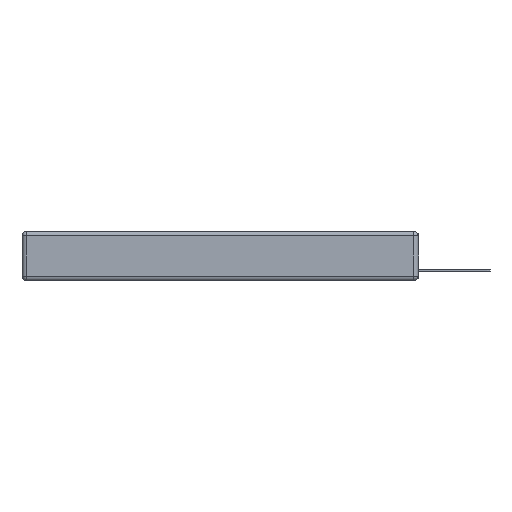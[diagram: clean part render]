
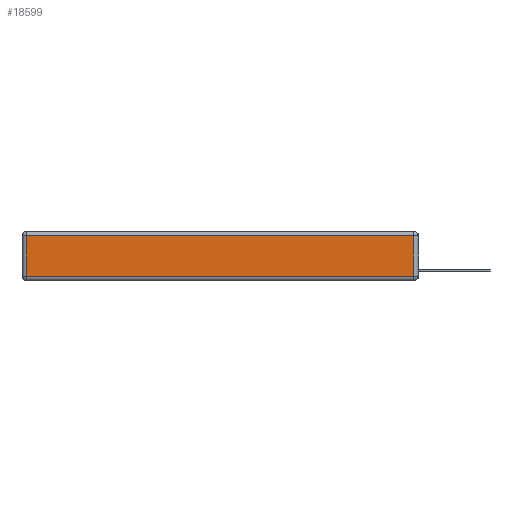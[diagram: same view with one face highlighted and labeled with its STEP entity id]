
A CAD part, left-side view. The second image highlights one B-rep face of the part: STEP entity #18599.
In plain terms, the highlighted planar face has unit normal (-1, 0, 0).
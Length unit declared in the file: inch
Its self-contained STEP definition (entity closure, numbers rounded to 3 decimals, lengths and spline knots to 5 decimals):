
#36 = PLANE ( 'NONE',  #10504 ) ;
#959 = VERTEX_POINT ( 'NONE', #17804 ) ;
#1756 = CARTESIAN_POINT ( 'NONE',  ( 0., 2.75, -0.03 ) ) ;
#2888 = FACE_OUTER_BOUND ( 'NONE', #14350, .T. ) ;
#2891 = CARTESIAN_POINT ( 'NONE',  ( 0., 0.03, -0.03 ) ) ;
#2933 = DIRECTION ( 'NONE',  ( 0., 0., 1. ) ) ;
#3759 = VECTOR ( 'NONE', #10626, 39.37008 ) ;
#4028 = ORIENTED_EDGE ( 'NONE', *, *, #7835, .T. ) ;
#4504 = LINE ( 'NONE', #13118, #10263 ) ;
#5211 = CARTESIAN_POINT ( 'NONE',  ( 0., 2.72, -0.313 ) ) ;
#5507 = VECTOR ( 'NONE', #9142, 39.37008 ) ;
#6462 = VECTOR ( 'NONE', #17775, 39.37008 ) ;
#6652 = VERTEX_POINT ( 'NONE', #2891 ) ;
#7171 = ORIENTED_EDGE ( 'NONE', *, *, #9533, .T. ) ;
#7303 = ORIENTED_EDGE ( 'NONE', *, *, #7716, .T. ) ;
#7391 = DIRECTION ( 'NONE',  ( 0., 0., 1. ) ) ;
#7716 = EDGE_CURVE ( 'NONE', #13309, #959, #17480, .T. ) ;
#7835 = EDGE_CURVE ( 'NONE', #8041, #13309, #13786, .T. ) ;
#8041 = VERTEX_POINT ( 'NONE', #18551 ) ;
#9142 = DIRECTION ( 'NONE',  ( 0., 1., 0. ) ) ;
#9533 = EDGE_CURVE ( 'NONE', #6652, #8041, #17407, .T. ) ;
#10153 = ORIENTED_EDGE ( 'NONE', *, *, #11353, .T. ) ;
#10242 = CARTESIAN_POINT ( 'NONE',  ( 0., 0., -0.343 ) ) ;
#10263 = VECTOR ( 'NONE', #7391, 39.37008 ) ;
#10504 = AXIS2_PLACEMENT_3D ( 'NONE', #10242, #11712, #2933 ) ;
#10626 = DIRECTION ( 'NONE',  ( 0., -1., 0. ) ) ;
#11353 = EDGE_CURVE ( 'NONE', #959, #6652, #4504, .T. ) ;
#11712 = DIRECTION ( 'NONE',  ( -1., 0., 0. ) ) ;
#12009 = CARTESIAN_POINT ( 'NONE',  ( 0., 0., -0.313 ) ) ;
#13118 = CARTESIAN_POINT ( 'NONE',  ( 0., 0.03, -0.343 ) ) ;
#13309 = VERTEX_POINT ( 'NONE', #5211 ) ;
#13786 = LINE ( 'NONE', #17968, #6462 ) ;
#14350 = EDGE_LOOP ( 'NONE', ( #7303, #10153, #7171, #4028 ) ) ;
#17407 = LINE ( 'NONE', #1756, #5507 ) ;
#17480 = LINE ( 'NONE', #12009, #3759 ) ;
#17775 = DIRECTION ( 'NONE',  ( 0., 0., -1. ) ) ;
#17804 = CARTESIAN_POINT ( 'NONE',  ( 0., 0.03, -0.313 ) ) ;
#17968 = CARTESIAN_POINT ( 'NONE',  ( 0., 2.72, -0.343 ) ) ;
#18551 = CARTESIAN_POINT ( 'NONE',  ( 0., 2.72, -0.03 ) ) ;
#18599 = ADVANCED_FACE ( 'NONE', ( #2888 ), #36, .T. ) ;
